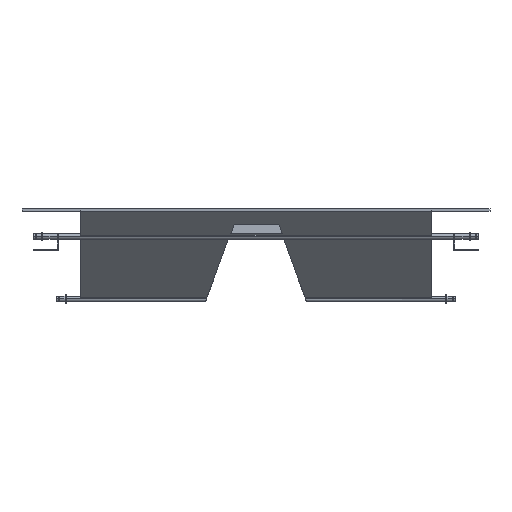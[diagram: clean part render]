
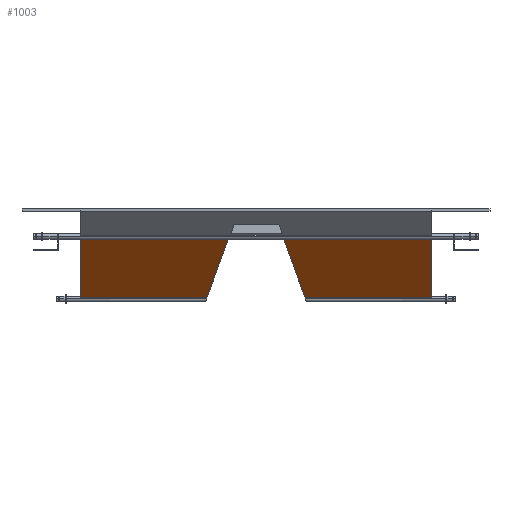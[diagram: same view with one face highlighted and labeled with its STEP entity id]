
A CAD part, front view. The second image highlights one B-rep face of the part: STEP entity #1003.
In plain terms, the highlighted planar face has unit normal (0, -0.711, -0.704).
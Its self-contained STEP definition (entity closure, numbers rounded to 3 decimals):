
#548=CARTESIAN_POINT('Line Origine',(339.5,1.804,-4.663)) ;
#552=CARTESIAN_POINT('Vertex',(0.,1.804,-4.663)) ;
#554=CARTESIAN_POINT('Vertex',(598.,1.804,-4.663)) ;
#895=CARTESIAN_POINT('Axis2P3D Location',(0.,-4.646,1.849)) ;
#946=CARTESIAN_POINT('Line Origine',(233.38,51.522,-54.864)) ;
#950=CARTESIAN_POINT('Vertex',(215.231,100.907,-104.728)) ;
#952=CARTESIAN_POINT('Vertex',(251.529,2.137,-5.)) ;
#955=CARTESIAN_POINT('Line Origine',(299.,2.137,-5.)) ;
#959=CARTESIAN_POINT('Vertex',(346.471,2.137,-5.)) ;
#962=CARTESIAN_POINT('Line Origine',(364.62,51.522,-54.864)) ;
#966=CARTESIAN_POINT('Vertex',(382.769,100.907,-104.728)) ;
#969=CARTESIAN_POINT('Line Origine',(490.384,100.907,-104.728)) ;
#973=CARTESIAN_POINT('Vertex',(598.,100.907,-104.728)) ;
#976=CARTESIAN_POINT('Line Origine',(598.,51.356,-54.696)) ;
#981=CARTESIAN_POINT('Line Origine',(0.,51.356,-54.696)) ;
#985=CARTESIAN_POINT('Vertex',(0.,100.907,-104.728)) ;
#988=CARTESIAN_POINT('Line Origine',(107.616,100.907,-104.728)) ;
#549=DIRECTION('Vector Direction',(1.,0.,0.)) ;
#896=DIRECTION('Axis2P3D Direction',(-0.,0.711,0.704)) ;
#897=DIRECTION('Axis2P3D XDirection',(0.,-0.704,0.711)) ;
#947=DIRECTION('Vector Direction',(0.25,-0.681,0.688)) ;
#956=DIRECTION('Vector Direction',(-1.,0.,0.)) ;
#963=DIRECTION('Vector Direction',(-0.25,-0.681,0.688)) ;
#970=DIRECTION('Vector Direction',(1.,0.,0.)) ;
#977=DIRECTION('Vector Direction',(0.,-0.704,0.711)) ;
#982=DIRECTION('Vector Direction',(0.,-0.704,0.711)) ;
#989=DIRECTION('Vector Direction',(1.,0.,0.)) ;
#898=AXIS2_PLACEMENT_3D('Plane Axis2P3D',#895,#896,#897) ;
#994=ORIENTED_EDGE('',*,*,#954,.T.) ;
#995=ORIENTED_EDGE('',*,*,#961,.F.) ;
#996=ORIENTED_EDGE('',*,*,#968,.F.) ;
#997=ORIENTED_EDGE('',*,*,#975,.T.) ;
#998=ORIENTED_EDGE('',*,*,#980,.F.) ;
#999=ORIENTED_EDGE('',*,*,#556,.F.) ;
#1000=ORIENTED_EDGE('',*,*,#987,.T.) ;
#1001=ORIENTED_EDGE('',*,*,#992,.T.) ;
#550=VECTOR('Line Direction',#549,1.) ;
#948=VECTOR('Line Direction',#947,1.) ;
#957=VECTOR('Line Direction',#956,1.) ;
#964=VECTOR('Line Direction',#963,1.) ;
#971=VECTOR('Line Direction',#970,1.) ;
#978=VECTOR('Line Direction',#977,1.) ;
#983=VECTOR('Line Direction',#982,1.) ;
#990=VECTOR('Line Direction',#989,1.) ;
#1003=ADVANCED_FACE('Corps principal',(#1002),#899,.F.) ;
#556=EDGE_CURVE('',#553,#555,#551,.T.) ;
#954=EDGE_CURVE('',#951,#953,#949,.T.) ;
#961=EDGE_CURVE('',#960,#953,#958,.T.) ;
#968=EDGE_CURVE('',#967,#960,#965,.T.) ;
#975=EDGE_CURVE('',#967,#974,#972,.T.) ;
#980=EDGE_CURVE('',#555,#974,#979,.F.) ;
#987=EDGE_CURVE('',#553,#986,#984,.F.) ;
#992=EDGE_CURVE('',#986,#951,#991,.T.) ;
#993=EDGE_LOOP('',(#994,#995,#996,#997,#998,#999,#1000,#1001)) ;
#1002=FACE_OUTER_BOUND('',#993,.T.) ;
#551=LINE('Line',#548,#550) ;
#949=LINE('Line',#946,#948) ;
#958=LINE('Line',#955,#957) ;
#965=LINE('Line',#962,#964) ;
#972=LINE('Line',#969,#971) ;
#979=LINE('Line',#976,#978) ;
#984=LINE('Line',#981,#983) ;
#991=LINE('Line',#988,#990) ;
#899=PLANE('Plane',#898) ;
#553=VERTEX_POINT('',#552) ;
#555=VERTEX_POINT('',#554) ;
#951=VERTEX_POINT('',#950) ;
#953=VERTEX_POINT('',#952) ;
#960=VERTEX_POINT('',#959) ;
#967=VERTEX_POINT('',#966) ;
#974=VERTEX_POINT('',#973) ;
#986=VERTEX_POINT('',#985) ;
